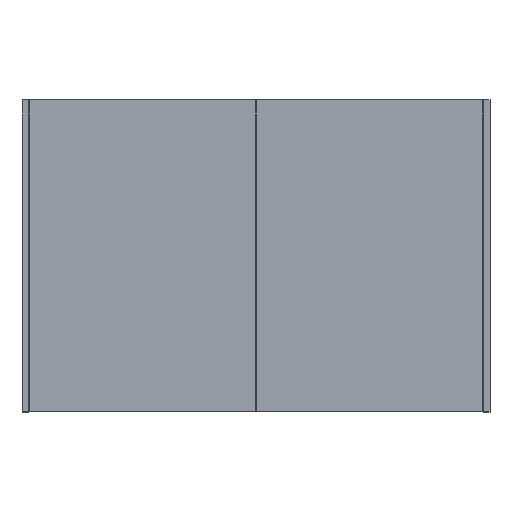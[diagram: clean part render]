
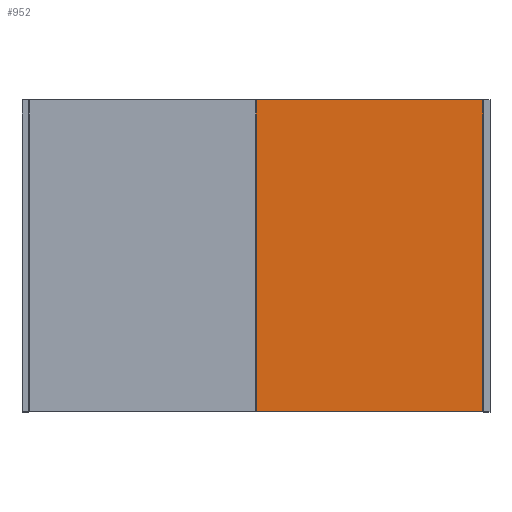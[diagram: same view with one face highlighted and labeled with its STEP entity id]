
A CAD part, top view. The second image highlights one B-rep face of the part: STEP entity #952.
In plain terms, the highlighted planar face has unit normal (0, 0, 1).
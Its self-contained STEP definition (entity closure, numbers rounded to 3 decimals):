
#21 = LINE ( 'NONE', #268, #405 ) ;
#28 = ORIENTED_EDGE ( 'NONE', *, *, #289, .F. ) ;
#51 = VERTEX_POINT ( 'NONE', #961 ) ;
#71 = CARTESIAN_POINT ( 'NONE',  ( 1., -400., 130. ) ) ;
#91 = VERTEX_POINT ( 'NONE', #881 ) ;
#144 = EDGE_CURVE ( 'NONE', #789, #91, #1003, .T. ) ;
#251 = DIRECTION ( 'NONE',  ( 1., 0., 0. ) ) ;
#254 = DIRECTION ( 'NONE',  ( 1., 0., 0. ) ) ;
#268 = CARTESIAN_POINT ( 'NONE',  ( -582., -400., 130. ) ) ;
#289 = EDGE_CURVE ( 'NONE', #91, #51, #943, .T. ) ;
#307 = ORIENTED_EDGE ( 'NONE', *, *, #144, .F. ) ;
#337 = CARTESIAN_POINT ( 'NONE',  ( -582., 400., 130. ) ) ;
#396 = LINE ( 'NONE', #445, #746 ) ;
#405 = VECTOR ( 'NONE', #1068, 1000. ) ;
#411 = VERTEX_POINT ( 'NONE', #592 ) ;
#426 = AXIS2_PLACEMENT_3D ( 'NONE', #427, #666, #251 ) ;
#427 = CARTESIAN_POINT ( 'NONE',  ( -582., -400., 130. ) ) ;
#433 = VECTOR ( 'NONE', #254, 1000. ) ;
#445 = CARTESIAN_POINT ( 'NONE',  ( 582., -400., 130. ) ) ;
#533 = EDGE_CURVE ( 'NONE', #411, #51, #396, .T. ) ;
#559 = ORIENTED_EDGE ( 'NONE', *, *, #533, .T. ) ;
#592 = CARTESIAN_POINT ( 'NONE',  ( 582., -400., 130. ) ) ;
#666 = DIRECTION ( 'NONE',  ( 0., 0., 1. ) ) ;
#682 = EDGE_LOOP ( 'NONE', ( #307, #934, #559, #28 ) ) ;
#746 = VECTOR ( 'NONE', #791, 1000. ) ;
#771 = VECTOR ( 'NONE', #973, 1000. ) ;
#789 = VERTEX_POINT ( 'NONE', #910 ) ;
#791 = DIRECTION ( 'NONE',  ( 0., 1., 0. ) ) ;
#844 = PLANE ( 'NONE',  #426 ) ;
#881 = CARTESIAN_POINT ( 'NONE',  ( 1., 400., 130. ) ) ;
#910 = CARTESIAN_POINT ( 'NONE',  ( 1., -400., 130. ) ) ;
#934 = ORIENTED_EDGE ( 'NONE', *, *, #950, .T. ) ;
#943 = LINE ( 'NONE', #337, #433 ) ;
#950 = EDGE_CURVE ( 'NONE', #789, #411, #21, .T. ) ;
#952 = ADVANCED_FACE ( 'NONE', ( #1001 ), #844, .T. ) ;
#961 = CARTESIAN_POINT ( 'NONE',  ( 582., 400., 130. ) ) ;
#973 = DIRECTION ( 'NONE',  ( 0., 1., 0. ) ) ;
#1001 = FACE_OUTER_BOUND ( 'NONE', #682, .T. ) ;
#1003 = LINE ( 'NONE', #71, #771 ) ;
#1068 = DIRECTION ( 'NONE',  ( 1., 0., 0. ) ) ;
